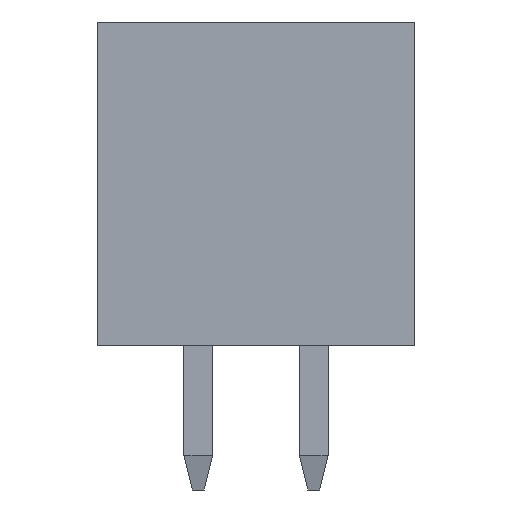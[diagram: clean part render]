
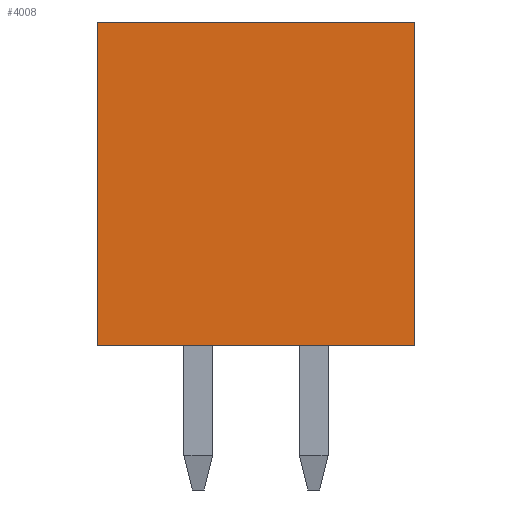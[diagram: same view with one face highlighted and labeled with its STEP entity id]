
A CAD part, left-side view. The second image highlights one B-rep face of the part: STEP entity #4008.
In plain terms, the highlighted planar face has unit normal (-1, 0, 0).
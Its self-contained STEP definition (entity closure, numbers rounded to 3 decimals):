
#641=ORIENTED_EDGE('',*,*,#1499,.F.);
#642=ORIENTED_EDGE('',*,*,#1251,.F.);
#643=ORIENTED_EDGE('',*,*,#1296,.T.);
#644=ORIENTED_EDGE('',*,*,#1614,.T.);
#1251=EDGE_CURVE('',#1815,#1816,#2187,.T.);
#1296=EDGE_CURVE('',#1815,#1859,#2232,.T.);
#1499=EDGE_CURVE('',#1816,#2017,#2435,.T.);
#1614=EDGE_CURVE('',#1859,#2017,#2550,.T.);
#1815=VERTEX_POINT('',#5439);
#1816=VERTEX_POINT('',#5441);
#1859=VERTEX_POINT('',#5529);
#2017=VERTEX_POINT('',#5921);
#2187=LINE('',#5440,#2751);
#2232=LINE('',#5530,#2796);
#2435=LINE('',#5920,#2999);
#2550=LINE('',#6149,#3114);
#2751=VECTOR('',#4414,1000.);
#2796=VECTOR('',#4461,1000.);
#2999=VECTOR('',#4724,1000.);
#3114=VECTOR('',#4913,1000.);
#3368=EDGE_LOOP('',(#641,#642,#643,#644));
#3598=FACE_BOUND('',#3368,.T.);
#3811=PLANE('',#4232);
#4008=ADVANCED_FACE('',(#3598),#3811,.T.);
#4232=AXIS2_PLACEMENT_3D('',#6157,#4918,#4919);
#4414=DIRECTION('',(0.,1.,0.));
#4461=DIRECTION('',(0.,0.,1.));
#4724=DIRECTION('',(0.,0.,1.));
#4913=DIRECTION('',(0.,1.,0.));
#4918=DIRECTION('',(-1.,0.,0.));
#4919=DIRECTION('',(0.,0.,1.));
#5439=CARTESIAN_POINT('',(-11.6,-2.75,-2.8));
#5440=CARTESIAN_POINT('',(-11.6,-2.75,-2.8));
#5441=CARTESIAN_POINT('',(-11.6,2.75,-2.8));
#5529=CARTESIAN_POINT('',(-11.6,-2.75,2.8));
#5530=CARTESIAN_POINT('',(-11.6,-2.75,-2.8));
#5920=CARTESIAN_POINT('',(-11.6,2.75,-2.8));
#5921=CARTESIAN_POINT('',(-11.6,2.75,2.8));
#6149=CARTESIAN_POINT('',(-11.6,-2.75,2.8));
#6157=CARTESIAN_POINT('',(-11.6,-2.75,-2.8));
